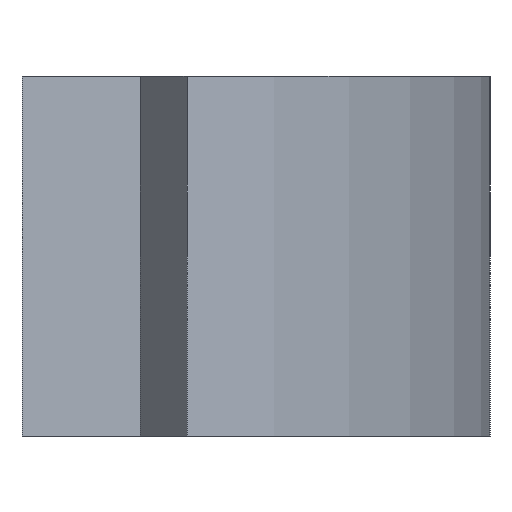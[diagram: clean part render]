
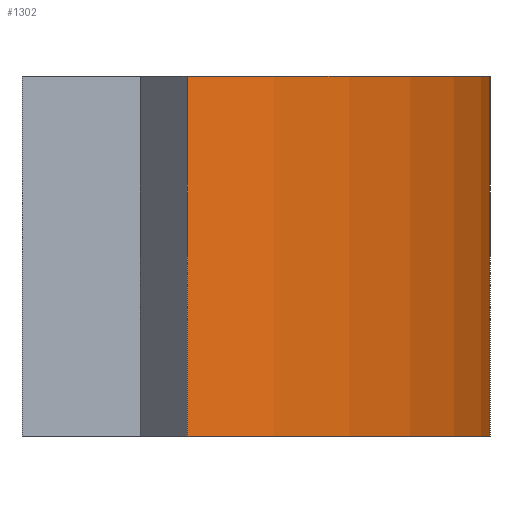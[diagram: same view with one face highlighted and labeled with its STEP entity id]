
A CAD part, left-side view. The second image highlights one B-rep face of the part: STEP entity #1302.
In plain terms, the highlighted cylindrical face has radius 23 mm (diameter 46 mm), a partial arc.
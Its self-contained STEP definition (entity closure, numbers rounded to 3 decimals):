
#20=CYLINDRICAL_SURFACE('',#1398,23.);
#43=CIRCLE('',#1361,23.);
#54=CIRCLE('',#1399,23.);
#104=FACE_OUTER_BOUND('',#177,.T.);
#177=EDGE_LOOP('',(#1089,#1090,#1091,#1092));
#345=LINE('',#2044,#513);
#348=LINE('',#2051,#516);
#513=VECTOR('',#1676,23.);
#516=VECTOR('',#1685,10.);
#621=VERTEX_POINT('',#1924);
#623=VERTEX_POINT('',#1927);
#645=VERTEX_POINT('',#2041);
#647=VERTEX_POINT('',#2049);
#744=EDGE_CURVE('',#623,#621,#43,.T.);
#812=EDGE_CURVE('',#621,#645,#345,.T.);
#815=EDGE_CURVE('',#645,#647,#54,.T.);
#816=EDGE_CURVE('',#647,#623,#348,.T.);
#1089=ORIENTED_EDGE('',*,*,#744,.T.);
#1090=ORIENTED_EDGE('',*,*,#812,.T.);
#1091=ORIENTED_EDGE('',*,*,#815,.T.);
#1092=ORIENTED_EDGE('',*,*,#816,.T.);
#1302=ADVANCED_FACE('',(#104),#20,.T.);
#1361=AXIS2_PLACEMENT_3D('',#1928,#1547,#1548);
#1398=AXIS2_PLACEMENT_3D('',#2048,#1681,#1682);
#1399=AXIS2_PLACEMENT_3D('',#2050,#1683,#1684);
#1547=DIRECTION('center_axis',(0.,0.,1.));
#1548=DIRECTION('ref_axis',(-0.828,-0.561,0.));
#1676=DIRECTION('',(0.,0.,1.));
#1681=DIRECTION('center_axis',(0.,0.,1.));
#1682=DIRECTION('ref_axis',(-0.828,-0.561,0.));
#1683=DIRECTION('center_axis',(0.,0.,-1.));
#1684=DIRECTION('ref_axis',(-0.828,-0.561,0.));
#1685=DIRECTION('',(0.,0.,-1.));
#1924=CARTESIAN_POINT('',(19.04,-15.6,0.));
#1927=CARTESIAN_POINT('',(0.,-5.502,0.));
#1928=CARTESIAN_POINT('Origin',(19.04,7.4,0.));
#2041=CARTESIAN_POINT('',(19.04,-15.6,12.));
#2044=CARTESIAN_POINT('',(19.04,-15.6,0.));
#2048=CARTESIAN_POINT('Origin',(19.04,7.4,0.));
#2049=CARTESIAN_POINT('',(0.,-5.502,12.));
#2050=CARTESIAN_POINT('Origin',(19.04,7.4,12.));
#2051=CARTESIAN_POINT('',(0.,-5.502,0.));
